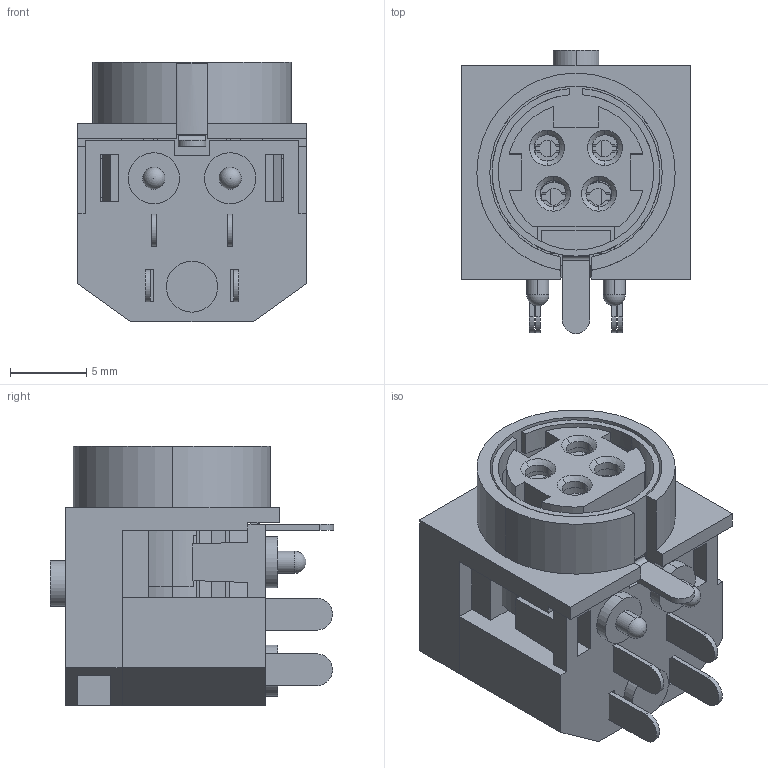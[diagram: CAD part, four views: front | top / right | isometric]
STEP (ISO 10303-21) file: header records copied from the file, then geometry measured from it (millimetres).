
FILE_DESCRIPTION (( 'STEP AP214' ), '1' );
FILE_NAME ('CUI_DEVICES_PD-40.step', '2021-03-03T15:03:52', ( '' ), ( '' ), 'SwSTEP 2.0', 'SolidWorks 2021', '' );
FILE_SCHEMA (( 'AUTOMOTIVE_DESIGN' ));
Length unit declared in the file: inch
Products named in the file (1): CUI_DEVICES_PD-40
Bounding box: 15 x 18.57 x 17 mm (x, y, z)
Volume: 1914.7 mm3; surface area: 4608 mm2
Topology: 11 solids, 11 shells, 535 faces, 1465 edges, 952 vertices
Faces by surface type: plane 339, cylinder 122, cone 40, torus 32, sphere 2
Entity records: 24282 total; most frequent: CARTESIAN_POINT 3843, ORIENTED_EDGE 2918, DIRECTION 2599, EDGE_CURVE 1459, VERTEX_POINT 948, LINE 919, VECTOR 919, AXIS2_PLACEMENT_3D 840
